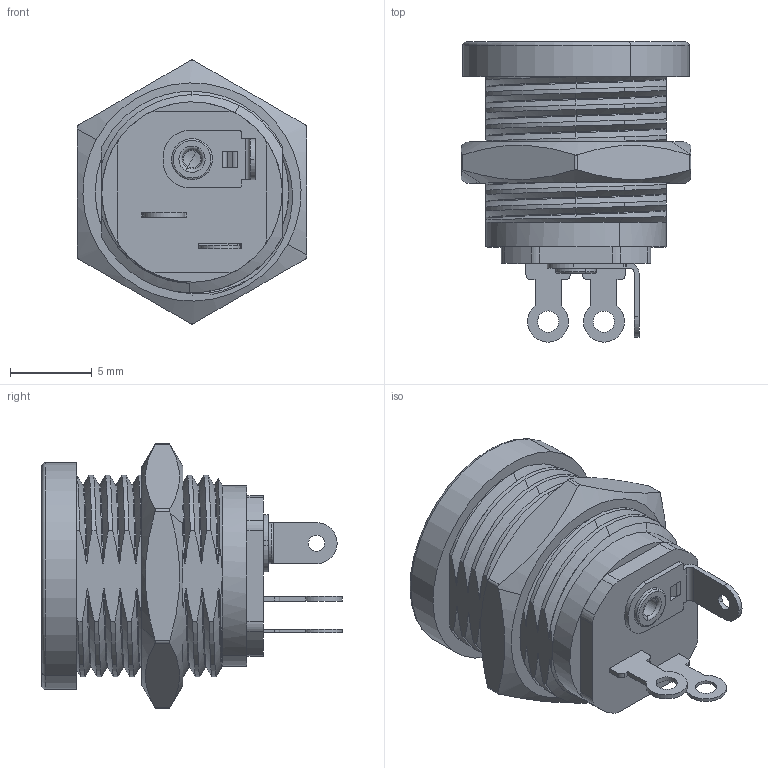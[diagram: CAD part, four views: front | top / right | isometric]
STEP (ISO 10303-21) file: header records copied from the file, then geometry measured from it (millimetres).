
FILE_DESCRIPTION(('CATIA V5 STEP Exchange'),'2;1');
FILE_NAME('Connector_5,5-2,5_DS-223A.stp','2021-12-09T18:41:52+00:00',('none'),('none'),'CATIA Version 5 Release 19 SP 9 (IN-10)','CATIA V5 STEP AP214','none');
FILE_SCHEMA(('AUTOMOTIVE_DESIGN { 1 0 10303 214 1 1 1 1 }'));
Length unit declared in the file: millimetre
Products named in the file (1): Connector_5,5-2,5_DS-223A
Bounding box: 14 x 18.3 x 16.1 mm (x, y, z)
Volume: 1203.4 mm3; surface area: 2319.1 mm2
Topology: 7 solids, 7 shells, 399 faces, 1069 edges, 689 vertices
Faces by surface type: cylinder 131, bspline 122, plane 114, torus 16, cone 12, sphere 4
Entity records: 16849 total; most frequent: CARTESIAN_POINT 8502, ORIENTED_EDGE 2130, EDGE_CURVE 1065, DIRECTION 1012, VERTEX_POINT 689, EDGE_LOOP 428, VECTOR 414, LINE 414
